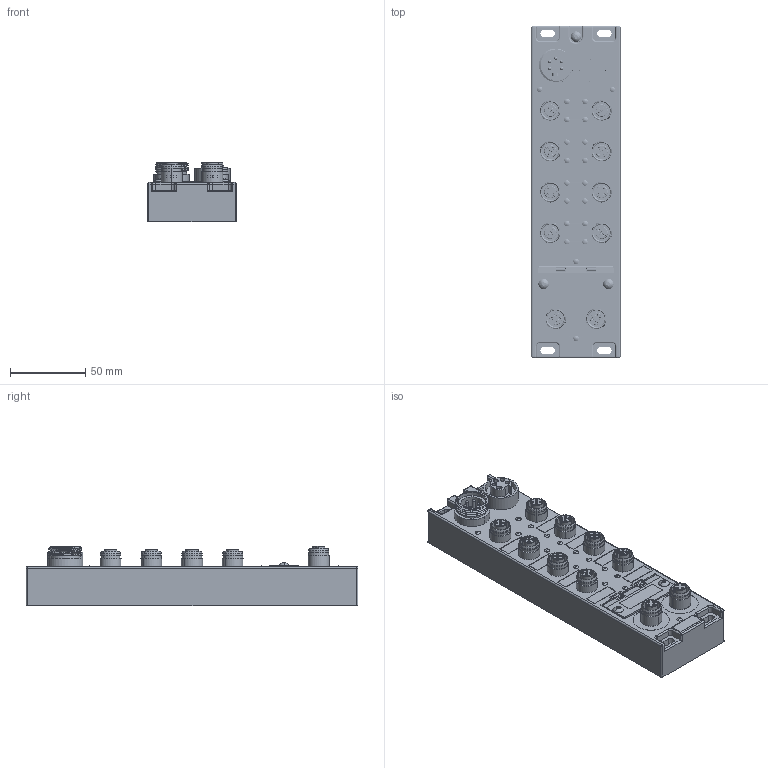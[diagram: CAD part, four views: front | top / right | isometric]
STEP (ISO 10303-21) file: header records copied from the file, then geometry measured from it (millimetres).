
FILE_DESCRIPTION((''),'2;1');
FILE_NAME('FCPN-000','2024-11-06T17:07:03',('elco'),(''),'CREO PARAMETRIC BY PTC INC, 2022424','CREO PARAMETRIC BY PTC INC, 2022424','');
FILE_SCHEMA(('CONFIG_CONTROL_DESIGN'));
Products named in the file (1): FCPN-000
Bounding box: 59 x 220 x 39.4 mm (x, y, z)
Volume: 345258 mm3; surface area: 76410 mm2
Topology: 1 solids, 120 shells, 3513 faces, 8910 edges, 5848 vertices
Faces by surface type: plane 1640, cylinder 1178, bspline 390, cone 196, sphere 74, torus 35
Entity records: 126243 total; most frequent: CARTESIAN_POINT 42939, ORIENTED_EDGE 17676, DIRECTION 16434, EDGE_CURVE 8838, AXIS2_PLACEMENT_3D 6186, VERTEX_POINT 5848, EDGE_LOOP 4152, VECTOR 4062
